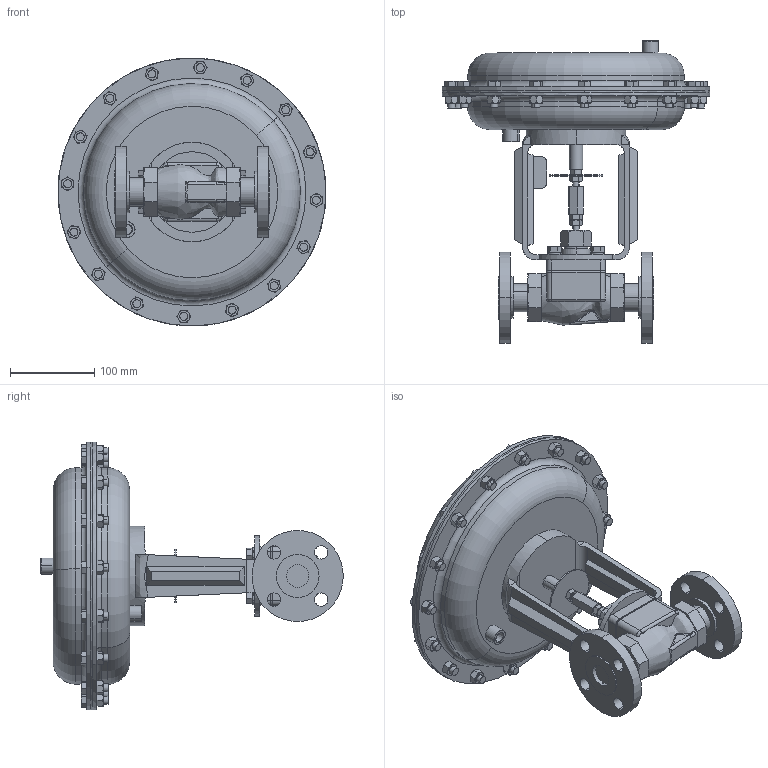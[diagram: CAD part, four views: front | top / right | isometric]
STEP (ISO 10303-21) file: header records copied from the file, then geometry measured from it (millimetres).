
FILE_DESCRIPTION (( 'STEP AP203' ), '1' );
FILE_NAME ('78-100-ALL-F5-55M.STEP', '2017-09-28T19:53:18', ( '' ), ( '' ), 'SwSTEP 2.0', 'SolidWorks 2014', '' );
FILE_SCHEMA (( 'CONFIG_CONTROL_DESIGN' ));
Length unit declared in the file: inch
Products named in the file (1): 78-100-ALL-F5-55M
Bounding box: 317.42 x 358.21 x 317.42 mm (x, y, z)
Volume: 5903850 mm3; surface area: 398417.6 mm2
Topology: 6 solids, 6 shells, 959 faces, 2274 edges, 1414 vertices
Faces by surface type: plane 439, cone 286, cylinder 178, bspline 38, torus 18
Entity records: 35646 total; most frequent: CARTESIAN_POINT 14675, ORIENTED_EDGE 4548, DIRECTION 3972, EDGE_CURVE 2274, AXIS2_PLACEMENT_3D 1541, VERTEX_POINT 1414, EDGE_LOOP 1072, FACE_OUTER_BOUND 959
